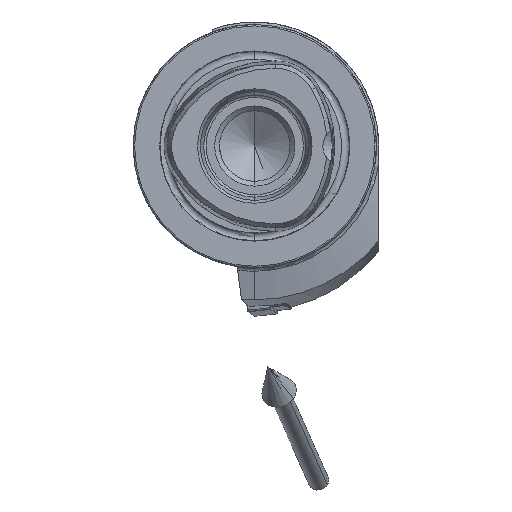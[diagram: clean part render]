
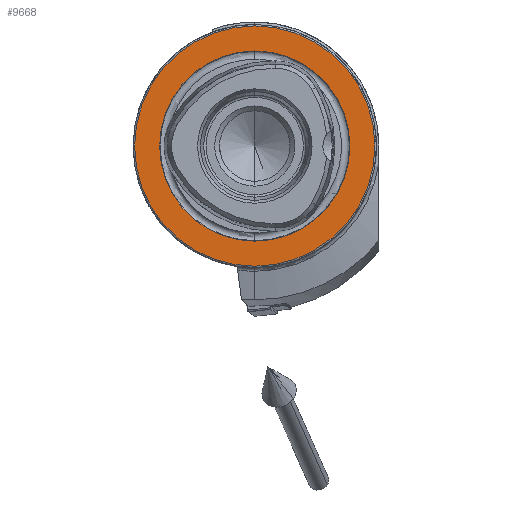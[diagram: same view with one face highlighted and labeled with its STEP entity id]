
A CAD part, left-side view. The second image highlights one B-rep face of the part: STEP entity #9668.
In plain terms, the highlighted planar face has unit normal (-1, 0, 0).
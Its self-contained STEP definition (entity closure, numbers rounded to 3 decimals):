
#1800 = CARTESIAN_POINT ( 'NONE',  ( 0., 0., 19.55 ) ) ;
#1806 = CARTESIAN_POINT ( 'NONE',  ( 0., 0., 24.7 ) ) ;
#3111 = CARTESIAN_POINT ( 'NONE',  ( 0., 0., 0. ) ) ;
#3112 = DIRECTION ( 'NONE',  ( -1., 0., 0. ) ) ;
#3113 = DIRECTION ( 'NONE',  ( 0., 0., 1. ) ) ;
#3326 = CARTESIAN_POINT ( 'NONE',  ( 0., 0., 0. ) ) ;
#3327 = DIRECTION ( 'NONE',  ( -1., 0., 0. ) ) ;
#3328 = DIRECTION ( 'NONE',  ( 0., 0., 1. ) ) ;
#3685 = CIRCLE ( 'NONE', #11443, 19.55 ) ;
#3750 = CIRCLE ( 'NONE', #11460, 24.7 ) ;
#3958 = CIRCLE ( 'NONE', #5254, 24.7 ) ;
#4009 = CIRCLE ( 'NONE', #5281, 19.55 ) ;
#4514 = CARTESIAN_POINT ( 'NONE',  ( 0., 0., 0. ) ) ;
#4515 = DIRECTION ( 'NONE',  ( -1., 0., 0. ) ) ;
#4516 = DIRECTION ( 'NONE',  ( 0., 0., 1. ) ) ;
#4662 = CARTESIAN_POINT ( 'NONE',  ( 0., 0., 0. ) ) ;
#4663 = DIRECTION ( 'NONE',  ( -1., 0., 0. ) ) ;
#4664 = DIRECTION ( 'NONE',  ( 0., 0., 1. ) ) ;
#5254 = AXIS2_PLACEMENT_3D ( 'NONE', #4514, #4515, #4516 ) ;
#5281 = AXIS2_PLACEMENT_3D ( 'NONE', #4662, #4663, #4664 ) ;
#5454 = AXIS2_PLACEMENT_3D ( 'NONE', #6609, #6614, #6615 ) ;
#5934 = FACE_BOUND ( 'NONE', #8062, .T. ) ;
#5946 = FACE_OUTER_BOUND ( 'NONE', #8014, .T. ) ;
#6609 = CARTESIAN_POINT ( 'NONE',  ( 0., 19.55, 0. ) ) ;
#6612 = PLANE ( 'NONE',  #5454 ) ;
#6614 = DIRECTION ( 'NONE',  ( 1., 0., 0. ) ) ;
#6615 = DIRECTION ( 'NONE',  ( 0., 0., -1. ) ) ;
#6802 = CARTESIAN_POINT ( 'NONE',  ( 0., 0., -19.55 ) ) ;
#6845 = CARTESIAN_POINT ( 'NONE',  ( 0., 0., -24.7 ) ) ;
#7931 = ORIENTED_EDGE ( 'NONE', *, *, #9136, .F. ) ;
#7932 = ORIENTED_EDGE ( 'NONE', *, *, #9397, .F. ) ;
#7947 = ORIENTED_EDGE ( 'NONE', *, *, #9187, .T. ) ;
#7955 = ORIENTED_EDGE ( 'NONE', *, *, #9354, .T. ) ;
#8014 = EDGE_LOOP ( 'NONE', ( #7947, #7955 ) ) ;
#8062 = EDGE_LOOP ( 'NONE', ( #7932, #7931 ) ) ;
#8108 = VERTEX_POINT ( 'NONE', #1800 ) ;
#8115 = VERTEX_POINT ( 'NONE', #1806 ) ;
#9136 = EDGE_CURVE ( 'NONE', #11760, #8108, #3685, .T. ) ;
#9187 = EDGE_CURVE ( 'NONE', #8115, #11887, #3750, .T. ) ;
#9354 = EDGE_CURVE ( 'NONE', #11887, #8115, #3958, .T. ) ;
#9397 = EDGE_CURVE ( 'NONE', #8108, #11760, #4009, .T. ) ;
#9668 = ADVANCED_FACE ( 'NONE', ( #5934, #5946 ), #6612, .F. ) ;
#11443 = AXIS2_PLACEMENT_3D ( 'NONE', #3111, #3112, #3113 ) ;
#11460 = AXIS2_PLACEMENT_3D ( 'NONE', #3326, #3327, #3328 ) ;
#11760 = VERTEX_POINT ( 'NONE', #6802 ) ;
#11887 = VERTEX_POINT ( 'NONE', #6845 ) ;
